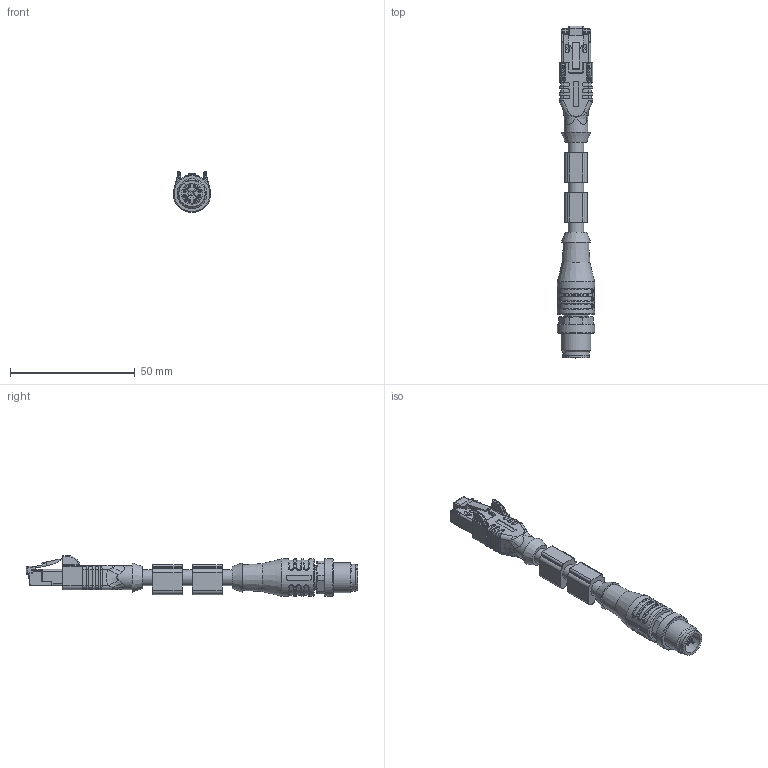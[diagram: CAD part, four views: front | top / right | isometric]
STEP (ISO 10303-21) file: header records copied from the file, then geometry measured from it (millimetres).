
FILE_DESCRIPTION(/* description */ (''),/* implementation_level */ '2;1');
FILE_NAME(/* name */ 'IE-WASSX8-L-IE-RJ45SS8_S3500_stp.stp',/* time_stamp */ '2017-03-02T15:48:31+01:00',/* author */ (''),/* organization */ (''),/* preprocessor_version */ 'ST-DEVELOPER v16',/* originating_system */ 'SIEMENS PLM Software NX 10.0',/* authorisation */ '');
FILE_SCHEMA (('AUTOMOTIVE_DESIGN { 1 0 10303 214 3 1 1 1 }'));
Length unit declared in the file: millimetre
Products named in the file (1): IE-WASSX8-L-IE-RJ45SS8_S3500_stp
Bounding box: 15 x 133.2 x 16.3 mm (x, y, z)
Volume: 13229.4 mm3; surface area: 6990.1 mm2
Topology: 1 solids, 1 shells, 923 faces, 2428 edges, 1530 vertices
Faces by surface type: plane 409, cylinder 330, bspline 66, torus 65, cone 31, sphere 16, extrusion 6
Full cylindrical faces by diameter (mm): 0.6 x8, 6.4 x3, 9.6 x1, 10.8 x1, 12 x1, 15 x2
Entity records: 29632 total; most frequent: CARTESIAN_POINT 7287, DIRECTION 4694, ORIENTED_EDGE 4668, EDGE_CURVE 2334, AXIS2_PLACEMENT_3D 1686, VERTEX_POINT 1491, VECTOR 1322, LINE 1316
